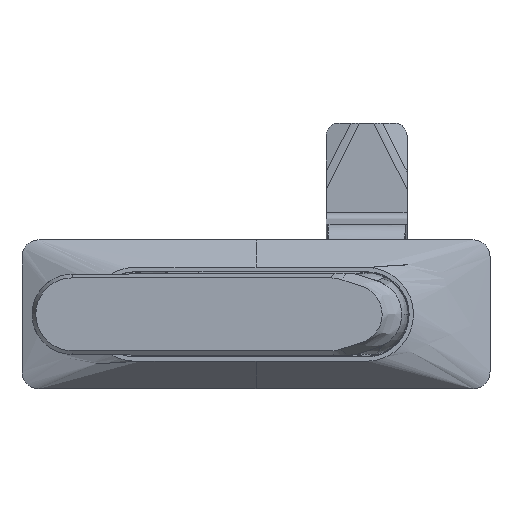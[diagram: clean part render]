
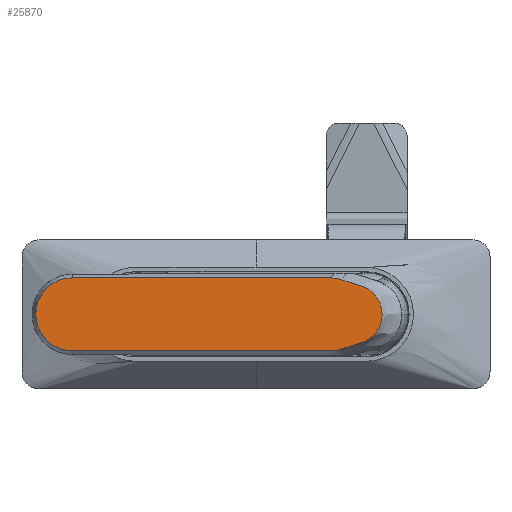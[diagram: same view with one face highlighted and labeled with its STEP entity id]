
A CAD part, top view. The second image highlights one B-rep face of the part: STEP entity #25870.
In plain terms, the highlighted planar face has unit normal (0, 0, 1).
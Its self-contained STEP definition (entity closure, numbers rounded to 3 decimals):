
#264 = ORIENTED_EDGE ( 'NONE', *, *, #26311, .F. ) ;
#605 = B_SPLINE_CURVE_WITH_KNOTS ( 'NONE', 3,
 ( #29415, #12729, #38002, #22114, #34860, #19392, #16266, #18989, #38623 ),
 .UNSPECIFIED., .F., .F.,
 ( 4, 2, 2, 1, 4 ),
 ( 0., 0.001, 0.001, 0.002, 0.002 ),
 .UNSPECIFIED. ) ;
#1175 = CARTESIAN_POINT ( 'NONE',  ( -5.067, 8.196, 3.2 ) ) ;
#1228 = AXIS2_PLACEMENT_3D ( 'NONE', #2109, #14860, #33855 ) ;
#1891 = PLANE ( 'NONE',  #1228 ) ;
#1897 = DIRECTION ( 'NONE',  ( -1., 0., 0. ) ) ;
#2109 = CARTESIAN_POINT ( 'NONE',  ( -68.2, 0., 3.2 ) ) ;
#2673 = EDGE_CURVE ( 'NONE', #40273, #23035, #37100, .T. ) ;
#4171 = EDGE_LOOP ( 'NONE', ( #27943, #25448, #264, #5759, #24120, #37072 ) ) ;
#4345 = CARTESIAN_POINT ( 'NONE',  ( -7.455, -8.558, 3.2 ) ) ;
#4569 = EDGE_CURVE ( 'NONE', #23035, #37862, #28398, .T. ) ;
#4754 = CARTESIAN_POINT ( 'NONE',  ( -0.521, -6.763, 3.2 ) ) ;
#5373 = CARTESIAN_POINT ( 'NONE',  ( -5.067, 8.196, 3.2 ) ) ;
#5685 = CARTESIAN_POINT ( 'NONE',  ( -68.2, 0., 3.2 ) ) ;
#5759 = ORIENTED_EDGE ( 'NONE', *, *, #25557, .T. ) ;
#6297 = LINE ( 'NONE', #31341, #27382 ) ;
#7889 = CARTESIAN_POINT ( 'NONE',  ( -0.796, 6.85, 3.2 ) ) ;
#8504 = CARTESIAN_POINT ( 'NONE',  ( 1.094, -6.254, 3.2 ) ) ;
#10820 = CARTESIAN_POINT ( 'NONE',  ( -3.735, 7.777, 3.2 ) ) ;
#11433 = CARTESIAN_POINT ( 'NONE',  ( -2.404, 7.357, 3.2 ) ) ;
#12465 = CARTESIAN_POINT ( 'NONE',  ( -7.251, -8.558, 3.2 ) ) ;
#12729 = CARTESIAN_POINT ( 'NONE',  ( -5.261, 8.258, 3.2 ) ) ;
#13721 = EDGE_CURVE ( 'NONE', #39654, #32254, #19032, .T. ) ;
#14860 = DIRECTION ( 'NONE',  ( 0., 0., -1. ) ) ;
#15599 = CARTESIAN_POINT ( 'NONE',  ( -5.067, -8.196, 3.2 ) ) ;
#15999 = CARTESIAN_POINT ( 'NONE',  ( -5.457, -8.311, 3.2 ) ) ;
#16266 = CARTESIAN_POINT ( 'NONE',  ( -6.846, 8.543, 3.2 ) ) ;
#17485 = CARTESIAN_POINT ( 'NONE',  ( -5.067, -8.196, 3.2 ) ) ;
#18202 = VERTEX_POINT ( 'NONE', #5373 ) ;
#18989 = CARTESIAN_POINT ( 'NONE',  ( -7.251, 8.558, 3.2 ) ) ;
#19032 = B_SPLINE_CURVE_WITH_KNOTS ( 'NONE', 3,
 ( #35009, #12465, #24984, #21843, #34802, #32081, #15999, #19327, #15599 ),
 .UNSPECIFIED., .F., .F.,
 ( 4, 1, 2, 2, 4 ),
 ( 0., 0.001, 0.001, 0.002, 0.002 ),
 .UNSPECIFIED. ) ;
#19085 = AXIS2_PLACEMENT_3D ( 'NONE', #5685, #33665, #1897 ) ;
#19327 = CARTESIAN_POINT ( 'NONE',  ( -5.261, -8.258, 3.2 ) ) ;
#19392 = CARTESIAN_POINT ( 'NONE',  ( -6.446, 8.498, 3.2 ) ) ;
#21315 = FACE_OUTER_BOUND ( 'NONE', #4171, .T. ) ;
#21843 = CARTESIAN_POINT ( 'NONE',  ( -6.446, -8.498, 3.2 ) ) ;
#22114 = CARTESIAN_POINT ( 'NONE',  ( -5.85, 8.401, 3.2 ) ) ;
#23035 = VERTEX_POINT ( 'NONE', #33838 ) ;
#24120 = ORIENTED_EDGE ( 'NONE', *, *, #4569, .F. ) ;
#24349 = CARTESIAN_POINT ( 'NONE',  ( -0.521, 6.763, 3.2 ) ) ;
#24647 = DIRECTION ( 'NONE',  ( 1., 0., 0. ) ) ;
#24984 = CARTESIAN_POINT ( 'NONE',  ( -6.846, -8.543, 3.2 ) ) ;
#25448 = ORIENTED_EDGE ( 'NONE', *, *, #13721, .T. ) ;
#25557 = EDGE_CURVE ( 'NONE', #18202, #37862, #605, .T. ) ;
#25870 = ADVANCED_FACE ( 'NONE', ( #21315 ), #1891, .F. ) ;
#25982 = CARTESIAN_POINT ( 'NONE',  ( -68.2, -8.558, 3.2 ) ) ;
#26311 = EDGE_CURVE ( 'NONE', #18202, #32254, #32974, .T. ) ;
#26659 = CARTESIAN_POINT ( 'NONE',  ( 3.633, -4.494, 3.2 ) ) ;
#27382 = VECTOR ( 'NONE', #27800, 1000. ) ;
#27800 = DIRECTION ( 'NONE',  ( -1., 0., 0. ) ) ;
#27943 = ORIENTED_EDGE ( 'NONE', *, *, #31449, .F. ) ;
#28398 = LINE ( 'NONE', #31117, #30722 ) ;
#29415 = CARTESIAN_POINT ( 'NONE',  ( -5.067, 8.196, 3.2 ) ) ;
#29997 = CARTESIAN_POINT ( 'NONE',  ( -3.735, -7.777, 3.2 ) ) ;
#30212 = CARTESIAN_POINT ( 'NONE',  ( -0.245, -6.676, 3.2 ) ) ;
#30416 = CARTESIAN_POINT ( 'NONE',  ( -2.404, -7.357, 3.2 ) ) ;
#30722 = VECTOR ( 'NONE', #24647, 1000. ) ;
#31117 = CARTESIAN_POINT ( 'NONE',  ( -68.2, 8.558, 3.2 ) ) ;
#31341 = CARTESIAN_POINT ( 'NONE',  ( -68.2, -8.558, 3.2 ) ) ;
#31449 = EDGE_CURVE ( 'NONE', #39654, #40273, #6297, .T. ) ;
#32081 = CARTESIAN_POINT ( 'NONE',  ( -5.85, -8.401, 3.2 ) ) ;
#32254 = VERTEX_POINT ( 'NONE', #32365 ) ;
#32365 = CARTESIAN_POINT ( 'NONE',  ( -5.067, -8.196, 3.2 ) ) ;
#32974 = B_SPLINE_CURVE_WITH_KNOTS ( 'NONE', 3,
 ( #1175, #10820, #11433, #36278, #7889, #24349, #33346, #33558, #36685, #37096, #26659, #8504, #30212, #4754, #36896, #39433, #30416, #29997, #17485 ),
 .UNSPECIFIED., .F., .F.,
 ( 4, 3, 3, 1, 1, 1, 3, 3, 4 ),
 ( 0.24, 0.319, 0.335, 0.413, 0.5, 0.587, 0.665, 0.681, 0.76 ),
 .UNSPECIFIED. ) ;
#33346 = CARTESIAN_POINT ( 'NONE',  ( -0.245, 6.676, 3.2 ) ) ;
#33558 = CARTESIAN_POINT ( 'NONE',  ( 1.094, 6.254, 3.2 ) ) ;
#33665 = DIRECTION ( 'NONE',  ( 0., 0., -1. ) ) ;
#33838 = CARTESIAN_POINT ( 'NONE',  ( -68.2, 8.558, 3.2 ) ) ;
#33855 = DIRECTION ( 'NONE',  ( -1., 0., 0. ) ) ;
#34802 = CARTESIAN_POINT ( 'NONE',  ( -6.048, -8.439, 3.2 ) ) ;
#34860 = CARTESIAN_POINT ( 'NONE',  ( -6.048, 8.439, 3.2 ) ) ;
#35009 = CARTESIAN_POINT ( 'NONE',  ( -7.455, -8.558, 3.2 ) ) ;
#35910 = CARTESIAN_POINT ( 'NONE',  ( -7.455, 8.558, 3.2 ) ) ;
#36278 = CARTESIAN_POINT ( 'NONE',  ( -1.072, 6.937, 3.2 ) ) ;
#36685 = CARTESIAN_POINT ( 'NONE',  ( 3.633, 4.494, 3.2 ) ) ;
#36896 = CARTESIAN_POINT ( 'NONE',  ( -0.796, -6.85, 3.2 ) ) ;
#37072 = ORIENTED_EDGE ( 'NONE', *, *, #2673, .F. ) ;
#37096 = CARTESIAN_POINT ( 'NONE',  ( 5.183, 0., 3.2 ) ) ;
#37100 = CIRCLE ( 'NONE', #19085, 8.558 ) ;
#37862 = VERTEX_POINT ( 'NONE', #35910 ) ;
#38002 = CARTESIAN_POINT ( 'NONE',  ( -5.457, 8.311, 3.2 ) ) ;
#38623 = CARTESIAN_POINT ( 'NONE',  ( -7.455, 8.558, 3.2 ) ) ;
#39433 = CARTESIAN_POINT ( 'NONE',  ( -1.072, -6.937, 3.2 ) ) ;
#39654 = VERTEX_POINT ( 'NONE', #4345 ) ;
#40273 = VERTEX_POINT ( 'NONE', #25982 ) ;
